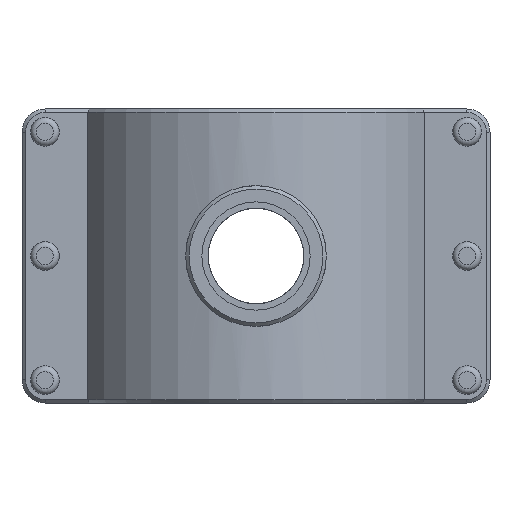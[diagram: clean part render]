
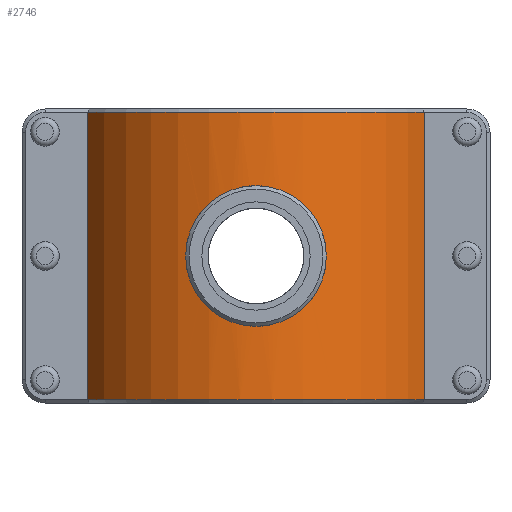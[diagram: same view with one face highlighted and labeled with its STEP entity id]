
A CAD part, front view. The second image highlights one B-rep face of the part: STEP entity #2746.
In plain terms, the highlighted cylindrical face has radius 99 mm (diameter 198 mm), a partial arc.
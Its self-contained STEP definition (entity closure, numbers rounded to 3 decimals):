
#203=LINE('',#4734,#427);
#204=LINE('',#4736,#428);
#427=VECTOR('',#3647,150.4);
#428=VECTOR('',#3650,150.4);
#686=CIRCLE('',#2983,99.);
#687=CIRCLE('',#2986,99.);
#767=FACE_BOUND('',#1149,.T.);
#927=FACE_OUTER_BOUND('',#1148,.T.);
#1148=EDGE_LOOP('',(#2298,#2299,#2300,#2301));
#1149=EDGE_LOOP('',(#2302));
#1244=B_SPLINE_CURVE_WITH_KNOTS('',3,(#3961,#3962,#3963,#3964,#3965,#3966,
#3967,#3968,#3969,#3970,#3971,#3972,#3973,#3974,#3975,#3976,#3977,#3978,
#3979,#3980,#3981,#3982,#3983,#3984,#3985,#3986,#3987,#3988,#3989,#3990,
#3991,#3992,#3993,#3994,#3995,#3996,#3997,#3998,#3999,#4000,#4001,#4002,
#4003,#4004,#4005,#4006,#4007,#4008,#4009,#4010,#4011,#4012,#4013,#4014,
#4015,#4016,#4017,#4018,#4019,#4020,#4021,#4022,#4023,#4024,#4025,#4026),
 .UNSPECIFIED.,.T.,.F.,(4,2,2,2,2,2,2,2,2,2,2,2,2,2,2,2,2,2,2,2,2,2,2,2,
2,2,2,2,2,2,2,2,4),(0.,0.473,0.946,1.419,
1.892,2.365,2.839,3.312,3.785,
4.258,4.731,5.204,5.677,6.15,
6.623,7.096,7.569,8.042,8.515,
8.988,9.462,9.935,10.408,10.881,
11.354,11.827,12.3,12.773,13.246,
13.719,14.192,14.665,15.138),
 .UNSPECIFIED.);
#1260=VERTEX_POINT('',#3960);
#1427=VERTEX_POINT('',#4674);
#1428=VERTEX_POINT('',#4679);
#1429=VERTEX_POINT('',#4686);
#1431=VERTEX_POINT('',#4695);
#1508=EDGE_CURVE('',#1260,#1260,#1244,.T.);
#1736=EDGE_CURVE('',#1427,#1428,#686,.T.);
#1742=EDGE_CURVE('',#1431,#1429,#687,.T.);
#1759=EDGE_CURVE('',#1427,#1429,#203,.T.);
#1760=EDGE_CURVE('',#1428,#1431,#204,.T.);
#2298=ORIENTED_EDGE('',*,*,#1736,.F.);
#2299=ORIENTED_EDGE('',*,*,#1759,.T.);
#2300=ORIENTED_EDGE('',*,*,#1742,.F.);
#2301=ORIENTED_EDGE('',*,*,#1760,.F.);
#2302=ORIENTED_EDGE('',*,*,#1508,.T.);
#2609=CYLINDRICAL_SURFACE('',#3001,99.);
#2746=ADVANCED_FACE('',(#927,#767),#2609,.T.);
#2983=AXIS2_PLACEMENT_3D('',#4680,#3597,#3598);
#2986=AXIS2_PLACEMENT_3D('',#4700,#3605,#3606);
#3001=AXIS2_PLACEMENT_3D('',#4735,#3648,#3649);
#3597=DIRECTION('center_axis',(0.,0.,-1.));
#3598=DIRECTION('ref_axis',(1.,0.,0.));
#3605=DIRECTION('center_axis',(0.,0.,1.));
#3606=DIRECTION('ref_axis',(1.,0.,0.));
#3647=DIRECTION('',(0.,0.,1.));
#3648=DIRECTION('center_axis',(0.,0.,1.));
#3649=DIRECTION('ref_axis',(1.,0.,0.));
#3650=DIRECTION('',(0.,0.,1.));
#3960=CARTESIAN_POINT('',(-25.,-95.791,0.));
#3961=CARTESIAN_POINT('Ctrl Pts',(-25.,-95.791,0.));
#3962=CARTESIAN_POINT('Ctrl Pts',(-25.,-95.791,1.577));
#3963=CARTESIAN_POINT('Ctrl Pts',(-24.848,-95.831,3.206));
#3964=CARTESIAN_POINT('Ctrl Pts',(-24.212,-95.994,6.441));
#3965=CARTESIAN_POINT('Ctrl Pts',(-23.728,-96.117,8.047));
#3966=CARTESIAN_POINT('Ctrl Pts',(-22.45,-96.423,11.125));
#3967=CARTESIAN_POINT('Ctrl Pts',(-21.656,-96.607,12.598));
#3968=CARTESIAN_POINT('Ctrl Pts',(-19.823,-97.,15.322));
#3969=CARTESIAN_POINT('Ctrl Pts',(-18.784,-97.208,16.572));
#3970=CARTESIAN_POINT('Ctrl Pts',(-16.572,-97.61,18.784));
#3971=CARTESIAN_POINT('Ctrl Pts',(-15.322,-97.817,19.822));
#3972=CARTESIAN_POINT('Ctrl Pts',(-12.599,-98.205,21.656));
#3973=CARTESIAN_POINT('Ctrl Pts',(-11.125,-98.385,22.45));
#3974=CARTESIAN_POINT('Ctrl Pts',(-8.047,-98.685,23.728));
#3975=CARTESIAN_POINT('Ctrl Pts',(-6.44,-98.804,24.212));
#3976=CARTESIAN_POINT('Ctrl Pts',(-3.205,-98.961,24.848));
#3977=CARTESIAN_POINT('Ctrl Pts',(-1.577,-99.,25.));
#3978=CARTESIAN_POINT('Ctrl Pts',(1.577,-99.,25.));
#3979=CARTESIAN_POINT('Ctrl Pts',(3.205,-98.961,24.848));
#3980=CARTESIAN_POINT('Ctrl Pts',(6.44,-98.804,24.212));
#3981=CARTESIAN_POINT('Ctrl Pts',(8.047,-98.685,23.728));
#3982=CARTESIAN_POINT('Ctrl Pts',(11.125,-98.385,22.45));
#3983=CARTESIAN_POINT('Ctrl Pts',(12.599,-98.205,21.656));
#3984=CARTESIAN_POINT('Ctrl Pts',(15.322,-97.817,19.822));
#3985=CARTESIAN_POINT('Ctrl Pts',(16.572,-97.61,18.784));
#3986=CARTESIAN_POINT('Ctrl Pts',(18.784,-97.208,16.572));
#3987=CARTESIAN_POINT('Ctrl Pts',(19.823,-97.,15.322));
#3988=CARTESIAN_POINT('Ctrl Pts',(21.656,-96.607,12.598));
#3989=CARTESIAN_POINT('Ctrl Pts',(22.45,-96.423,11.125));
#3990=CARTESIAN_POINT('Ctrl Pts',(23.728,-96.117,8.047));
#3991=CARTESIAN_POINT('Ctrl Pts',(24.212,-95.994,6.441));
#3992=CARTESIAN_POINT('Ctrl Pts',(24.848,-95.831,3.206));
#3993=CARTESIAN_POINT('Ctrl Pts',(25.,-95.791,1.577));
#3994=CARTESIAN_POINT('Ctrl Pts',(25.,-95.791,-1.577));
#3995=CARTESIAN_POINT('Ctrl Pts',(24.848,-95.831,-3.206));
#3996=CARTESIAN_POINT('Ctrl Pts',(24.212,-95.994,-6.441));
#3997=CARTESIAN_POINT('Ctrl Pts',(23.728,-96.117,-8.047));
#3998=CARTESIAN_POINT('Ctrl Pts',(22.45,-96.423,-11.125));
#3999=CARTESIAN_POINT('Ctrl Pts',(21.656,-96.607,-12.598));
#4000=CARTESIAN_POINT('Ctrl Pts',(19.823,-97.,-15.322));
#4001=CARTESIAN_POINT('Ctrl Pts',(18.784,-97.208,-16.572));
#4002=CARTESIAN_POINT('Ctrl Pts',(16.572,-97.61,-18.784));
#4003=CARTESIAN_POINT('Ctrl Pts',(15.322,-97.817,-19.822));
#4004=CARTESIAN_POINT('Ctrl Pts',(12.599,-98.205,-21.656));
#4005=CARTESIAN_POINT('Ctrl Pts',(11.125,-98.385,-22.45));
#4006=CARTESIAN_POINT('Ctrl Pts',(8.047,-98.685,-23.728));
#4007=CARTESIAN_POINT('Ctrl Pts',(6.44,-98.804,-24.212));
#4008=CARTESIAN_POINT('Ctrl Pts',(3.205,-98.961,-24.848));
#4009=CARTESIAN_POINT('Ctrl Pts',(1.577,-99.,-25.));
#4010=CARTESIAN_POINT('Ctrl Pts',(-1.577,-99.,-25.));
#4011=CARTESIAN_POINT('Ctrl Pts',(-3.205,-98.961,-24.848));
#4012=CARTESIAN_POINT('Ctrl Pts',(-6.44,-98.804,-24.212));
#4013=CARTESIAN_POINT('Ctrl Pts',(-8.047,-98.685,-23.728));
#4014=CARTESIAN_POINT('Ctrl Pts',(-11.125,-98.385,-22.45));
#4015=CARTESIAN_POINT('Ctrl Pts',(-12.599,-98.205,-21.656));
#4016=CARTESIAN_POINT('Ctrl Pts',(-15.322,-97.817,-19.822));
#4017=CARTESIAN_POINT('Ctrl Pts',(-16.572,-97.61,-18.784));
#4018=CARTESIAN_POINT('Ctrl Pts',(-18.784,-97.208,-16.572));
#4019=CARTESIAN_POINT('Ctrl Pts',(-19.823,-97.,-15.322));
#4020=CARTESIAN_POINT('Ctrl Pts',(-21.656,-96.607,-12.598));
#4021=CARTESIAN_POINT('Ctrl Pts',(-22.45,-96.423,-11.125));
#4022=CARTESIAN_POINT('Ctrl Pts',(-23.728,-96.117,-8.047));
#4023=CARTESIAN_POINT('Ctrl Pts',(-24.212,-95.994,-6.441));
#4024=CARTESIAN_POINT('Ctrl Pts',(-24.848,-95.831,-3.206));
#4025=CARTESIAN_POINT('Ctrl Pts',(-25.,-95.791,-1.577));
#4026=CARTESIAN_POINT('Ctrl Pts',(-25.,-95.791,0.));
#4674=CARTESIAN_POINT('',(88.182,-45.,-75.2));
#4679=CARTESIAN_POINT('',(-88.182,-45.,-75.2));
#4680=CARTESIAN_POINT('Origin',(0.,0.,-75.2));
#4686=CARTESIAN_POINT('',(88.182,-45.,75.2));
#4695=CARTESIAN_POINT('',(-88.182,-45.,75.2));
#4700=CARTESIAN_POINT('Origin',(0.,0.,75.2));
#4734=CARTESIAN_POINT('',(88.182,-45.,0.));
#4735=CARTESIAN_POINT('Origin',(0.,0.,0.));
#4736=CARTESIAN_POINT('',(-88.182,-45.,0.));
